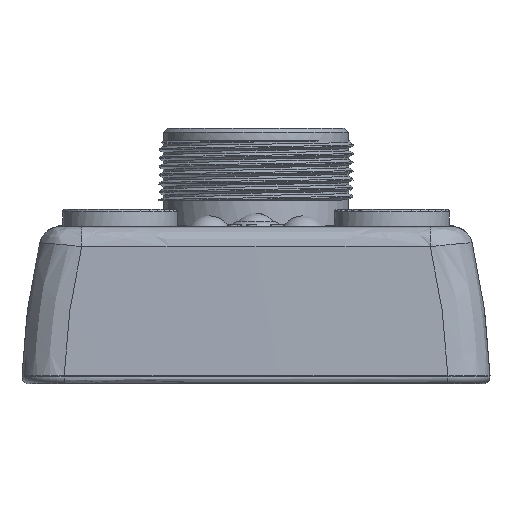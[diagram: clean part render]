
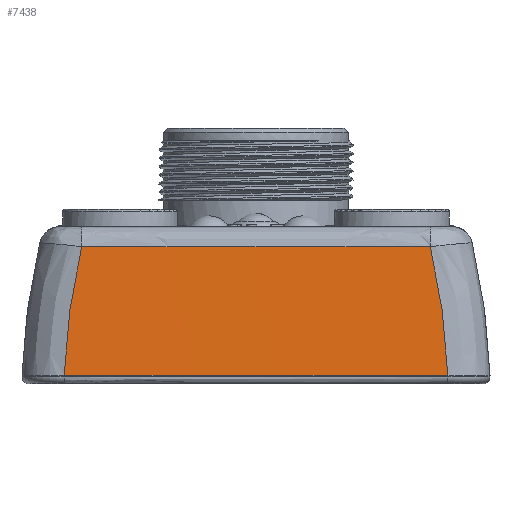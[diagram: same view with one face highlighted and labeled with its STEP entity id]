
A CAD part, front view. The second image highlights one B-rep face of the part: STEP entity #7438.
In plain terms, the highlighted conical face has half-angle 86.906 degrees and reference radius 150 mm.
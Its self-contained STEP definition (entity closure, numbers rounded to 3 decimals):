
#5714=CONICAL_SURFACE('',#27560,150.,86.906);
#6397=FACE_OUTER_BOUND('',#10828,.T.);
#7438=ADVANCED_FACE('',(#6397),#5714,.T.);
#10828=EDGE_LOOP('',(#15372,#15373,#15374,#15375,#15376));
#12793=B_SPLINE_CURVE_WITH_KNOTS('',3,(#40313,#40314,#40315,#40316,#40317,
#40318),.UNSPECIFIED.,.F.,.F.,(4,2,4),(0.,0.5,1.),.UNSPECIFIED.);
#12797=B_SPLINE_CURVE_WITH_KNOTS('',3,(#40358,#40359,#40360,#40361,#40362,
#40363),.UNSPECIFIED.,.F.,.F.,(4,2,4),(0.,0.5,1.),.UNSPECIFIED.);
#12800=B_SPLINE_CURVE_WITH_KNOTS('',3,(#40388,#40389,#40390,#40391),
 .UNSPECIFIED.,.F.,.F.,(4,4),(0.,1.),.UNSPECIFIED.);
#12801=B_SPLINE_CURVE_WITH_KNOTS('',3,(#40392,#40393,#40394,#40395),
 .UNSPECIFIED.,.F.,.F.,(4,4),(0.,1.),.UNSPECIFIED.);
#12802=B_SPLINE_CURVE_WITH_KNOTS('',3,(#40397,#40398,#40399,#40400),
 .UNSPECIFIED.,.F.,.F.,(4,4),(0.,1.),.UNSPECIFIED.);
#15372=ORIENTED_EDGE('',*,*,#22795,.T.);
#15373=ORIENTED_EDGE('',*,*,#22788,.T.);
#15374=ORIENTED_EDGE('',*,*,#22796,.F.);
#15375=ORIENTED_EDGE('',*,*,#22797,.F.);
#15376=ORIENTED_EDGE('',*,*,#22792,.T.);
#20514=VERTEX_POINT('',#40278);
#20515=VERTEX_POINT('',#40319);
#20516=VERTEX_POINT('',#40320);
#20518=VERTEX_POINT('',#40364);
#20520=VERTEX_POINT('',#40396);
#22788=EDGE_CURVE('',#20515,#20516,#12793,.T.);
#22792=EDGE_CURVE('',#20518,#20514,#12797,.T.);
#22795=EDGE_CURVE('',#20514,#20515,#12800,.T.);
#22796=EDGE_CURVE('',#20520,#20516,#12801,.T.);
#22797=EDGE_CURVE('',#20518,#20520,#12802,.T.);
#27560=AXIS2_PLACEMENT_3D('',#40401,#30217,#30218);
#30217=DIRECTION('',(0.,1.,0.));
#30218=DIRECTION('',(0.,0.,1.));
#40278=CARTESIAN_POINT('',(331.957,58.38,-0.406));
#40313=CARTESIAN_POINT('',(291.043,58.38,-0.406));
#40314=CARTESIAN_POINT('',(290.455,58.252,-2.882));
#40315=CARTESIAN_POINT('',(289.989,58.122,-5.381));
#40316=CARTESIAN_POINT('',(289.301,57.859,-10.422));
#40317=CARTESIAN_POINT('',(289.08,57.725,-12.958));
#40318=CARTESIAN_POINT('',(288.984,57.591,-15.5));
#40319=CARTESIAN_POINT('',(291.043,58.38,-0.406));
#40320=CARTESIAN_POINT('',(288.984,57.591,-15.5));
#40358=CARTESIAN_POINT('',(334.016,57.591,-15.5));
#40359=CARTESIAN_POINT('',(333.92,57.725,-12.958));
#40360=CARTESIAN_POINT('',(333.699,57.859,-10.422));
#40361=CARTESIAN_POINT('',(333.011,58.122,-5.381));
#40362=CARTESIAN_POINT('',(332.545,58.252,-2.882));
#40363=CARTESIAN_POINT('',(331.957,58.38,-0.406));
#40364=CARTESIAN_POINT('',(334.016,57.591,-15.5));
#40388=CARTESIAN_POINT('',(331.957,58.38,-0.406));
#40389=CARTESIAN_POINT('',(318.254,58.278,-0.404));
#40390=CARTESIAN_POINT('',(304.746,58.278,-0.404));
#40391=CARTESIAN_POINT('',(291.043,58.38,-0.406));
#40392=CARTESIAN_POINT('',(294.333,57.548,-15.5));
#40393=CARTESIAN_POINT('',(292.55,57.56,-15.5));
#40394=CARTESIAN_POINT('',(290.767,57.575,-15.5));
#40395=CARTESIAN_POINT('',(288.984,57.591,-15.5));
#40396=CARTESIAN_POINT('',(294.333,57.548,-15.5));
#40397=CARTESIAN_POINT('',(334.016,57.591,-15.5));
#40398=CARTESIAN_POINT('',(320.788,57.471,-15.5));
#40399=CARTESIAN_POINT('',(307.56,57.456,-15.5));
#40400=CARTESIAN_POINT('',(294.333,57.548,-15.5));
#40401=CARTESIAN_POINT('',(311.5,58.445,-147.788));
